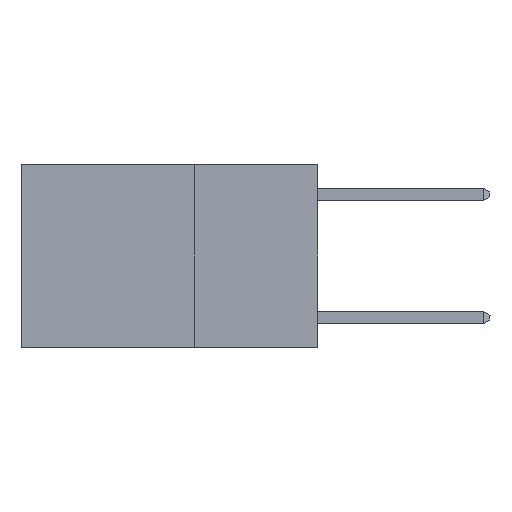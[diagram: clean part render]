
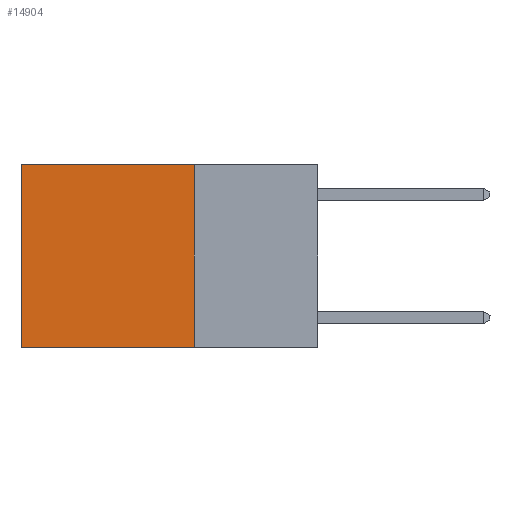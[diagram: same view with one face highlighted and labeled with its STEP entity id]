
A CAD part, left-side view. The second image highlights one B-rep face of the part: STEP entity #14904.
In plain terms, the highlighted planar face has unit normal (-1, 0, 0).
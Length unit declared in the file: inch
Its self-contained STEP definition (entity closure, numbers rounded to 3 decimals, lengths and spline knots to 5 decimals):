
#898 = EDGE_CURVE ( 'NONE', #20580, #18601, #10280, .T. ) ;
#982 = PLANE ( 'NONE',  #20353 ) ;
#1603 = DIRECTION ( 'NONE',  ( 0., 1., 0. ) ) ;
#1663 = LINE ( 'NONE', #18808, #18331 ) ;
#2804 = CARTESIAN_POINT ( 'NONE',  ( 0.2625, 0.25, -0.37 ) ) ;
#3497 = LINE ( 'NONE', #2804, #6205 ) ;
#3570 = ORIENTED_EDGE ( 'NONE', *, *, #6693, .F. ) ;
#4180 = VERTEX_POINT ( 'NONE', #9297 ) ;
#4450 = CARTESIAN_POINT ( 'NONE',  ( 0.2625, 0.25, 0. ) ) ;
#4712 = ORIENTED_EDGE ( 'NONE', *, *, #16537, .F. ) ;
#5236 = VERTEX_POINT ( 'NONE', #10191 ) ;
#6205 = VECTOR ( 'NONE', #12971, 39.37008 ) ;
#6693 = EDGE_CURVE ( 'NONE', #4180, #18601, #3497, .T. ) ;
#7986 = DIRECTION ( 'NONE',  ( 0., 0., -1. ) ) ;
#8707 = FACE_OUTER_BOUND ( 'NONE', #19595, .T. ) ;
#9297 = CARTESIAN_POINT ( 'NONE',  ( 0.2625, 0.25, -0.37 ) ) ;
#9926 = DIRECTION ( 'NONE',  ( 0., 0., -1. ) ) ;
#10191 = CARTESIAN_POINT ( 'NONE',  ( 0.2625, 0.25, 0. ) ) ;
#10280 = LINE ( 'NONE', #20197, #22153 ) ;
#12971 = DIRECTION ( 'NONE',  ( 0., 1., 0. ) ) ;
#14288 = VECTOR ( 'NONE', #9926, 39.37008 ) ;
#14904 = ADVANCED_FACE ( 'NONE', ( #8707 ), #982, .F. ) ;
#15100 = ORIENTED_EDGE ( 'NONE', *, *, #16610, .T. ) ;
#15888 = LINE ( 'NONE', #22128, #14288 ) ;
#16537 = EDGE_CURVE ( 'NONE', #5236, #4180, #15888, .T. ) ;
#16610 = EDGE_CURVE ( 'NONE', #5236, #20580, #1663, .T. ) ;
#18331 = VECTOR ( 'NONE', #1603, 39.37008 ) ;
#18442 = CARTESIAN_POINT ( 'NONE',  ( 0.2625, 0.6, 0. ) ) ;
#18601 = VERTEX_POINT ( 'NONE', #21464 ) ;
#18808 = CARTESIAN_POINT ( 'NONE',  ( 0.2625, 0.25, 0. ) ) ;
#19595 = EDGE_LOOP ( 'NONE', ( #22124, #3570, #4712, #15100 ) ) ;
#19939 = DIRECTION ( 'NONE',  ( 1., 0., 0. ) ) ;
#20197 = CARTESIAN_POINT ( 'NONE',  ( 0.2625, 0.6, 0. ) ) ;
#20353 = AXIS2_PLACEMENT_3D ( 'NONE', #4450, #19939, #21669 ) ;
#20580 = VERTEX_POINT ( 'NONE', #18442 ) ;
#21464 = CARTESIAN_POINT ( 'NONE',  ( 0.2625, 0.6, -0.37 ) ) ;
#21669 = DIRECTION ( 'NONE',  ( 0., 0., -1. ) ) ;
#22124 = ORIENTED_EDGE ( 'NONE', *, *, #898, .T. ) ;
#22128 = CARTESIAN_POINT ( 'NONE',  ( 0.2625, 0.25, 0. ) ) ;
#22153 = VECTOR ( 'NONE', #7986, 39.37008 ) ;
